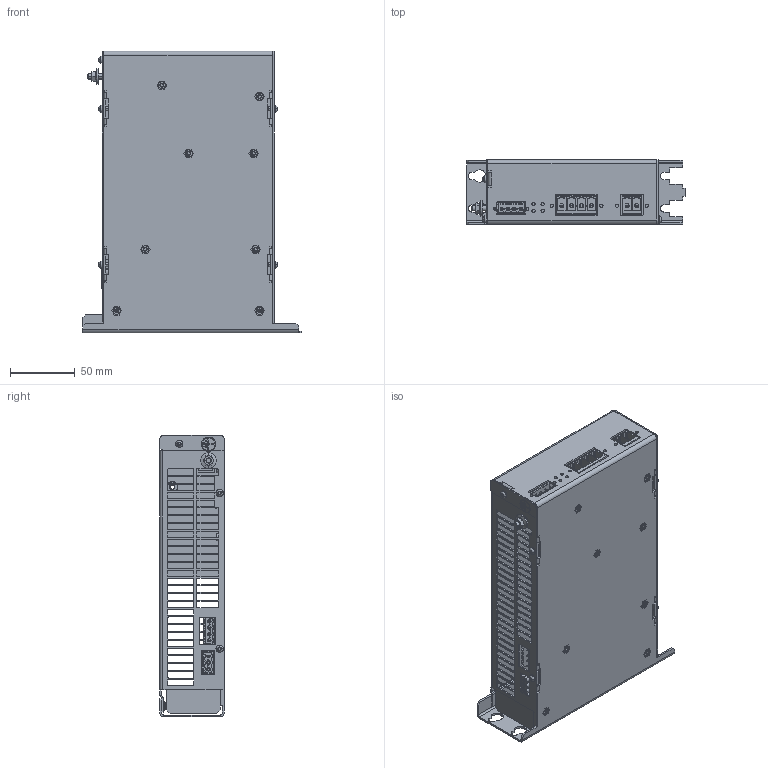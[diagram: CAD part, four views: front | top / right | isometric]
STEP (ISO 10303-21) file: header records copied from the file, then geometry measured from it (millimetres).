
FILE_DESCRIPTION((''),'2;1');
FILE_NAME('1133295-01-K01_ASM','2021-07-16T15:11:38',('ch5084'),(''),'CREO PARAMETRIC BY PTC INC, 2019164','CREO PARAMETRIC BY PTC INC, 2019164','');
FILE_SCHEMA(('AUTOMOTIVE_DESIGN { 1 0 10303 214 1 1 1 1 }'));
Products named in the file (19): 1287479-01-K01; 686783-01-A01; 625480-01-A01; 1287479-01-K01_ASM; 513669-03; 653118-01-K01; 672908-01-K01; 685620-02-K01; 653118-02-K01; 683376-05-K01_ASM; 1287484-01-K01; 295833-01; 238326-06; 281666-18; 1287484-01-K01_ASM; 355940-09-Z01; 316698-02-A01; 678688-01-Z01; 1133295-01-K01_ASM
Assembly tree (31 placements, depth 3):
  1133295-01-K01_ASM
    1287479-01-K01_ASM
      1287479-01-K01
      686783-01-A01  x8
      625480-01-A01
    683376-05-K01_ASM
      513669-03  x2
      653118-01-K01
      672908-01-K01  x2
      685620-02-K01
      653118-02-K01
    1287484-01-K01_ASM
      1287484-01-K01
      295833-01
      238326-06
      281666-18
    355940-09-Z01  x5
    316698-02-A01
    678688-01-Z01
Bounding box: 168 x 49.5 x 217.1 mm (x, y, z)
Volume: 124138.2 mm3; surface area: 193557.6 mm2
Topology: 28 solids, 28 shells, 3348 faces, 8315 edges, 5164 vertices
Faces by surface type: plane 2285, cylinder 918, cone 115, sphere 28, torus 2
Entity records: 118381 total; most frequent: CARTESIAN_POINT 15327, DIRECTION 13955, ORIENTED_EDGE 13770, PRESENTATION_STYLE_ASSIGNMENT 7698, STYLED_ITEM 6902, EDGE_CURVE 6885, CURVE_STYLE 5296, VECTOR 4905
